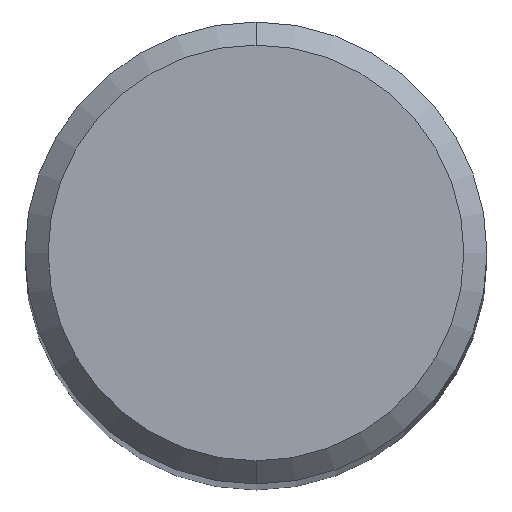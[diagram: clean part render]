
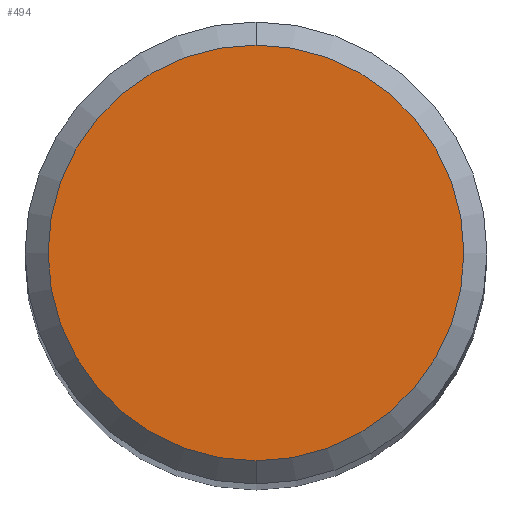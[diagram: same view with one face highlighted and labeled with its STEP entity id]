
A CAD part, top view. The second image highlights one B-rep face of the part: STEP entity #494.
In plain terms, the highlighted planar face has unit normal (0, 0, 1).
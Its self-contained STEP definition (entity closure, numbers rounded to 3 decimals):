
#408=VERTEX_POINT('',#1002);
#494=ADVANCED_FACE('',(#1094),#1095,.T.);
#496=VERTEX_POINT('',#1097);
#580=EDGE_CURVE('',#408,#496,#1190,.T.);
#708=EDGE_CURVE('',#496,#408,#1333,.T.);
#1002=CARTESIAN_POINT('',(0.,-3.6,0.0));
#1094=FACE_OUTER_BOUND('',#2566,.T.);
#1095=PLANE('',#2567);
#1097=CARTESIAN_POINT('',(0.0,3.6,0.0));
#1190=CIRCLE('',#3862,3.6);
#1333=CIRCLE('',#5182,3.6);
#2566=EDGE_LOOP('',(#7774,#7775));
#2567=AXIS2_PLACEMENT_3D('',#7776,#7777,#7778);
#3862=AXIS2_PLACEMENT_3D('',#7887,#7888,#7889);
#5182=AXIS2_PLACEMENT_3D('',#8048,#8049,#8050);
#7774=ORIENTED_EDGE('',*,*,#708,.F.);
#7775=ORIENTED_EDGE('',*,*,#580,.F.);
#7776=CARTESIAN_POINT('',(0.0,1.8,0.0));
#7777=DIRECTION('',(-0.0,0.0,1.0));
#7778=DIRECTION('',(0.0,-1.0,0.0));
#7887=CARTESIAN_POINT('',(0.0,0.0,0.0));
#7888=DIRECTION('',(0.0,0.0,-1.0));
#7889=DIRECTION('',(0.0,1.0,0.0));
#8048=CARTESIAN_POINT('',(0.0,0.0,0.0));
#8049=DIRECTION('',(0.0,0.0,-1.0));
#8050=DIRECTION('',(0.0,1.0,0.0));
